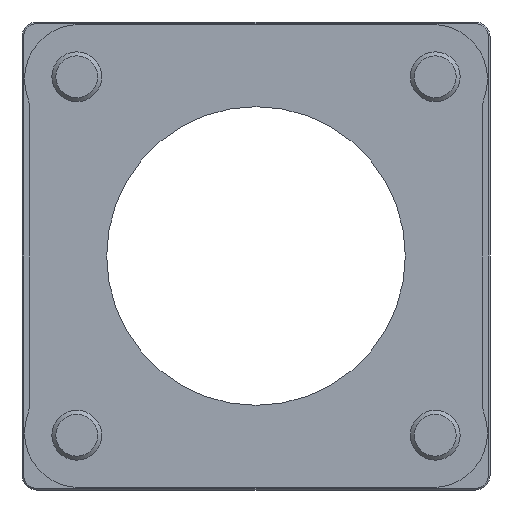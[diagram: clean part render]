
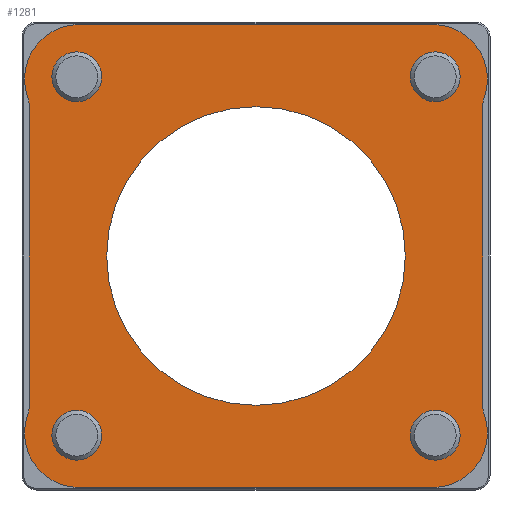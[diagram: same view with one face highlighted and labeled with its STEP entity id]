
A CAD part, front view. The second image highlights one B-rep face of the part: STEP entity #1281.
In plain terms, the highlighted planar face has unit normal (0, -1, 0).
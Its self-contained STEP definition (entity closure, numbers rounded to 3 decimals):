
#38=FACE_BOUND('',#236,.T.);
#39=FACE_BOUND('',#237,.T.);
#40=FACE_BOUND('',#238,.T.);
#41=FACE_BOUND('',#239,.T.);
#42=FACE_BOUND('',#240,.T.);
#74=PLANE('',#1468);
#151=FACE_OUTER_BOUND('',#235,.T.);
#235=EDGE_LOOP('',(#1159,#1160,#1161,#1162,#1163,#1164,#1165,#1166,#1167,
#1168,#1169,#1170));
#236=EDGE_LOOP('',(#1171));
#237=EDGE_LOOP('',(#1172));
#238=EDGE_LOOP('',(#1173));
#239=EDGE_LOOP('',(#1174));
#240=EDGE_LOOP('',(#1175));
#318=LINE('',#2247,#403);
#323=LINE('',#2260,#408);
#327=LINE('',#2272,#412);
#331=LINE('',#2284,#416);
#403=VECTOR('',#1834,10.);
#408=VECTOR('',#1849,10.);
#412=VECTOR('',#1863,10.);
#416=VECTOR('',#1877,10.);
#482=CIRCLE('',#1409,5.);
#485=CIRCLE('',#1415,5.);
#488=CIRCLE('',#1421,5.);
#491=CIRCLE('',#1427,5.);
#492=CIRCLE('',#1430,30.);
#501=CIRCLE('',#1450,11.);
#502=CIRCLE('',#1452,6.1);
#503=CIRCLE('',#1455,6.1);
#504=CIRCLE('',#1457,11.);
#505=CIRCLE('',#1460,11.);
#506=CIRCLE('',#1462,6.1);
#507=CIRCLE('',#1465,6.1);
#508=CIRCLE('',#1467,11.);
#596=VERTEX_POINT('',#2174);
#599=VERTEX_POINT('',#2185);
#602=VERTEX_POINT('',#2196);
#605=VERTEX_POINT('',#2207);
#606=VERTEX_POINT('',#2212);
#615=VERTEX_POINT('',#2245);
#616=VERTEX_POINT('',#2246);
#617=VERTEX_POINT('',#2251);
#618=VERTEX_POINT('',#2255);
#619=VERTEX_POINT('',#2259);
#620=VERTEX_POINT('',#2263);
#621=VERTEX_POINT('',#2267);
#622=VERTEX_POINT('',#2271);
#623=VERTEX_POINT('',#2275);
#624=VERTEX_POINT('',#2279);
#625=VERTEX_POINT('',#2283);
#626=VERTEX_POINT('',#2287);
#756=EDGE_CURVE('',#596,#596,#482,.T.);
#761=EDGE_CURVE('',#599,#599,#485,.T.);
#766=EDGE_CURVE('',#602,#602,#488,.T.);
#771=EDGE_CURVE('',#605,#605,#491,.T.);
#773=EDGE_CURVE('',#606,#606,#492,.T.);
#786=EDGE_CURVE('',#615,#616,#318,.T.);
#789=EDGE_CURVE('',#616,#617,#501,.T.);
#791=EDGE_CURVE('',#617,#618,#502,.T.);
#793=EDGE_CURVE('',#618,#619,#323,.T.);
#795=EDGE_CURVE('',#619,#620,#503,.T.);
#797=EDGE_CURVE('',#620,#621,#504,.T.);
#799=EDGE_CURVE('',#621,#622,#327,.T.);
#801=EDGE_CURVE('',#622,#623,#505,.T.);
#803=EDGE_CURVE('',#623,#624,#506,.T.);
#805=EDGE_CURVE('',#624,#625,#331,.T.);
#807=EDGE_CURVE('',#625,#626,#507,.T.);
#809=EDGE_CURVE('',#626,#615,#508,.T.);
#1159=ORIENTED_EDGE('',*,*,#809,.T.);
#1160=ORIENTED_EDGE('',*,*,#786,.T.);
#1161=ORIENTED_EDGE('',*,*,#789,.T.);
#1162=ORIENTED_EDGE('',*,*,#791,.T.);
#1163=ORIENTED_EDGE('',*,*,#793,.T.);
#1164=ORIENTED_EDGE('',*,*,#795,.T.);
#1165=ORIENTED_EDGE('',*,*,#797,.T.);
#1166=ORIENTED_EDGE('',*,*,#799,.T.);
#1167=ORIENTED_EDGE('',*,*,#801,.T.);
#1168=ORIENTED_EDGE('',*,*,#803,.T.);
#1169=ORIENTED_EDGE('',*,*,#805,.T.);
#1170=ORIENTED_EDGE('',*,*,#807,.T.);
#1171=ORIENTED_EDGE('',*,*,#773,.T.);
#1172=ORIENTED_EDGE('',*,*,#756,.T.);
#1173=ORIENTED_EDGE('',*,*,#771,.T.);
#1174=ORIENTED_EDGE('',*,*,#766,.T.);
#1175=ORIENTED_EDGE('',*,*,#761,.T.);
#1281=ADVANCED_FACE('',(#151,#38,#39,#40,#41,#42),#74,.F.);
#1409=AXIS2_PLACEMENT_3D('',#2176,#1743,#1744);
#1415=AXIS2_PLACEMENT_3D('',#2187,#1757,#1758);
#1421=AXIS2_PLACEMENT_3D('',#2198,#1771,#1772);
#1427=AXIS2_PLACEMENT_3D('',#2209,#1785,#1786);
#1430=AXIS2_PLACEMENT_3D('',#2214,#1792,#1793);
#1450=AXIS2_PLACEMENT_3D('',#2252,#1839,#1840);
#1452=AXIS2_PLACEMENT_3D('',#2256,#1844,#1845);
#1455=AXIS2_PLACEMENT_3D('',#2264,#1853,#1854);
#1457=AXIS2_PLACEMENT_3D('',#2268,#1858,#1859);
#1460=AXIS2_PLACEMENT_3D('',#2276,#1867,#1868);
#1462=AXIS2_PLACEMENT_3D('',#2280,#1872,#1873);
#1465=AXIS2_PLACEMENT_3D('',#2288,#1881,#1882);
#1467=AXIS2_PLACEMENT_3D('',#2291,#1886,#1887);
#1468=AXIS2_PLACEMENT_3D('',#2292,#1888,#1889);
#1743=DIRECTION('center_axis',(0.,1.,0.));
#1744=DIRECTION('ref_axis',(-1.,0.,0.));
#1757=DIRECTION('center_axis',(0.,1.,0.));
#1758=DIRECTION('ref_axis',(-1.,0.,0.));
#1771=DIRECTION('center_axis',(0.,1.,0.));
#1772=DIRECTION('ref_axis',(-1.,0.,0.));
#1785=DIRECTION('center_axis',(0.,1.,0.));
#1786=DIRECTION('ref_axis',(-1.,0.,0.));
#1792=DIRECTION('center_axis',(0.,1.,0.));
#1793=DIRECTION('ref_axis',(-1.,0.,0.));
#1834=DIRECTION('',(1.,0.,0.));
#1839=DIRECTION('center_axis',(0.,-1.,0.));
#1840=DIRECTION('ref_axis',(-0.942,0.,-0.337));
#1844=DIRECTION('center_axis',(0.,1.,0.));
#1845=DIRECTION('ref_axis',(-0.942,0.,-0.337));
#1849=DIRECTION('',(0.,0.,1.));
#1853=DIRECTION('center_axis',(0.,1.,0.));
#1854=DIRECTION('ref_axis',(-1.,0.,0.));
#1858=DIRECTION('center_axis',(0.,-1.,0.));
#1859=DIRECTION('ref_axis',(0.,0.,-1.));
#1863=DIRECTION('',(-1.,0.,0.));
#1867=DIRECTION('center_axis',(0.,-1.,0.));
#1868=DIRECTION('ref_axis',(0.942,0.,0.337));
#1872=DIRECTION('center_axis',(0.,1.,0.));
#1873=DIRECTION('ref_axis',(0.942,0.,0.337));
#1877=DIRECTION('',(0.,0.,-1.));
#1881=DIRECTION('center_axis',(0.,1.,0.));
#1882=DIRECTION('ref_axis',(1.,0.,0.));
#1886=DIRECTION('center_axis',(0.,-1.,0.));
#1887=DIRECTION('ref_axis',(0.,0.,1.));
#1888=DIRECTION('center_axis',(0.,1.,0.));
#1889=DIRECTION('ref_axis',(0.,0.,1.));
#2174=CARTESIAN_POINT('',(-31.,0.,-36.));
#2176=CARTESIAN_POINT('Origin',(-36.,0.,-36.));
#2185=CARTESIAN_POINT('',(41.,0.,-36.));
#2187=CARTESIAN_POINT('Origin',(36.,0.,-36.));
#2196=CARTESIAN_POINT('',(41.,0.,36.));
#2198=CARTESIAN_POINT('Origin',(36.,0.,36.));
#2207=CARTESIAN_POINT('',(-31.,0.,36.));
#2209=CARTESIAN_POINT('Origin',(-36.,0.,36.));
#2212=CARTESIAN_POINT('',(30.,0.,0.));
#2214=CARTESIAN_POINT('Origin',(0.,0.,0.));
#2245=CARTESIAN_POINT('',(-35.5,0.,-46.5));
#2246=CARTESIAN_POINT('',(35.5,0.,-46.5));
#2247=CARTESIAN_POINT('',(-35.5,0.,-46.5));
#2251=CARTESIAN_POINT('',(45.857,0.,-31.793));
#2252=CARTESIAN_POINT('Origin',(35.5,0.,-35.5));
#2255=CARTESIAN_POINT('',(45.5,0.,-29.738));
#2256=CARTESIAN_POINT('Origin',(51.6,0.,-29.738));
#2259=CARTESIAN_POINT('',(45.5,0.,29.738));
#2260=CARTESIAN_POINT('',(45.5,0.,-29.738));
#2263=CARTESIAN_POINT('',(45.857,0.,31.793));
#2264=CARTESIAN_POINT('Origin',(51.6,0.,29.738));
#2267=CARTESIAN_POINT('',(35.5,0.,46.5));
#2268=CARTESIAN_POINT('Origin',(35.5,0.,35.5));
#2271=CARTESIAN_POINT('',(-35.5,0.,46.5));
#2272=CARTESIAN_POINT('',(35.5,0.,46.5));
#2275=CARTESIAN_POINT('',(-45.857,0.,31.793));
#2276=CARTESIAN_POINT('Origin',(-35.5,0.,35.5));
#2279=CARTESIAN_POINT('',(-45.5,0.,29.738));
#2280=CARTESIAN_POINT('Origin',(-51.6,0.,29.738));
#2283=CARTESIAN_POINT('',(-45.5,0.,-29.738));
#2284=CARTESIAN_POINT('',(-45.5,0.,29.738));
#2287=CARTESIAN_POINT('',(-45.857,0.,-31.793));
#2288=CARTESIAN_POINT('Origin',(-51.6,0.,-29.738));
#2291=CARTESIAN_POINT('Origin',(-35.5,0.,-35.5));
#2292=CARTESIAN_POINT('Origin',(0.,0.,0.));
